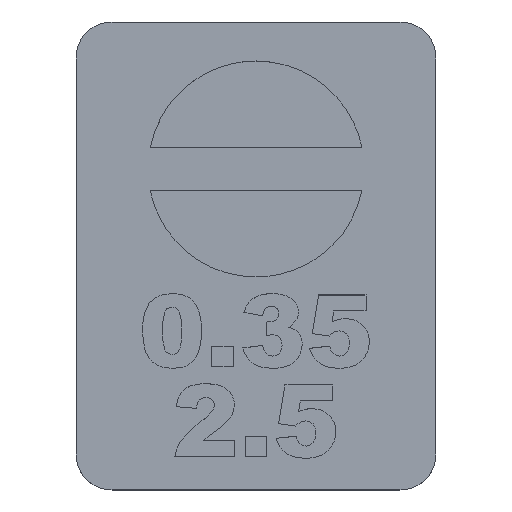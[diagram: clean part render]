
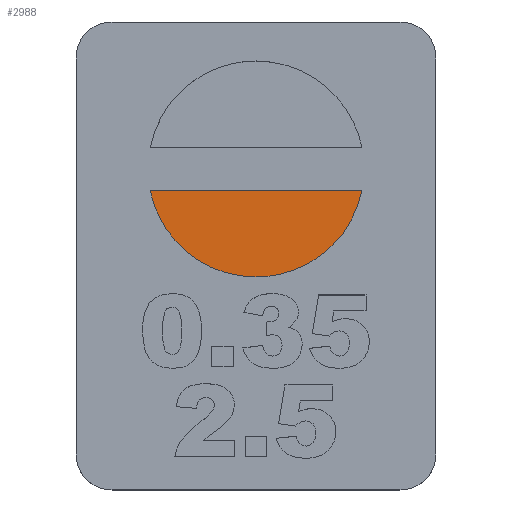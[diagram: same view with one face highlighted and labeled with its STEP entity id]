
A CAD part, top view. The second image highlights one B-rep face of the part: STEP entity #2988.
In plain terms, the highlighted planar face has unit normal (0, 0, 1).
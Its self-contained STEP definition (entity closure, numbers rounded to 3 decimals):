
#27=(
BOUNDED_CURVE()
B_SPLINE_CURVE(3,(#6111,#6112,#6113,#6114),.UNSPECIFIED.,.F.,.F.)
B_SPLINE_CURVE_WITH_KNOTS((4,4),(-1.,0.),.UNSPECIFIED.)
CURVE()
GEOMETRIC_REPRESENTATION_ITEM()
RATIONAL_B_SPLINE_CURVE((1.,1.,1.,1.))
REPRESENTATION_ITEM('')
);
#28=(
BOUNDED_CURVE()
B_SPLINE_CURVE(3,(#6126,#6127,#6128,#6129),.UNSPECIFIED.,.F.,.F.)
B_SPLINE_CURVE_WITH_KNOTS((4,4),(-1.,0.),.UNSPECIFIED.)
CURVE()
GEOMETRIC_REPRESENTATION_ITEM()
RATIONAL_B_SPLINE_CURVE((1.,1.,1.,1.))
REPRESENTATION_ITEM('')
);
#517=FACE_OUTER_BOUND('',#689,.T.);
#689=EDGE_LOOP('',(#2727,#2728,#2729));
#907=LINE('',#6131,#1127);
#1127=VECTOR('',#3365,10.);
#1430=VERTEX_POINT('',#6108);
#1431=VERTEX_POINT('',#6110);
#1432=VERTEX_POINT('',#6124);
#1867=EDGE_CURVE('',#1430,#1431,#27,.T.);
#1870=EDGE_CURVE('',#1432,#1430,#28,.T.);
#1871=EDGE_CURVE('',#1431,#1432,#907,.T.);
#2727=ORIENTED_EDGE('',*,*,#1871,.F.);
#2728=ORIENTED_EDGE('',*,*,#1867,.F.);
#2729=ORIENTED_EDGE('',*,*,#1870,.F.);
#2832=PLANE('',#3059);
#2988=ADVANCED_FACE('',(#517),#2832,.T.);
#3059=AXIS2_PLACEMENT_3D('',#6132,#3366,#3367);
#3365=DIRECTION('',(1.,0.,0.));
#3366=DIRECTION('center_axis',(0.,0.,1.));
#3367=DIRECTION('ref_axis',(-1.,0.,0.));
#6108=CARTESIAN_POINT('',(70.002,-160.,-0.6));
#6110=CARTESIAN_POINT('',(64.124,-155.205,-0.6));
#6111=CARTESIAN_POINT('Ctrl Pts',(70.002,-160.,-0.6));
#6112=CARTESIAN_POINT('Ctrl Pts',(67.102,-160.,-0.6));
#6113=CARTESIAN_POINT('Ctrl Pts',(64.682,-157.941,-0.6));
#6114=CARTESIAN_POINT('Ctrl Pts',(64.124,-155.205,-0.6));
#6124=CARTESIAN_POINT('',(75.881,-155.205,-0.6));
#6126=CARTESIAN_POINT('Ctrl Pts',(75.881,-155.205,-0.6));
#6127=CARTESIAN_POINT('Ctrl Pts',(75.324,-157.941,-0.6));
#6128=CARTESIAN_POINT('Ctrl Pts',(72.904,-160.,-0.6));
#6129=CARTESIAN_POINT('Ctrl Pts',(70.002,-160.,-0.6));
#6131=CARTESIAN_POINT('',(75.881,-155.205,-0.6));
#6132=CARTESIAN_POINT('Origin',(70.002,-157.602,-0.6));
